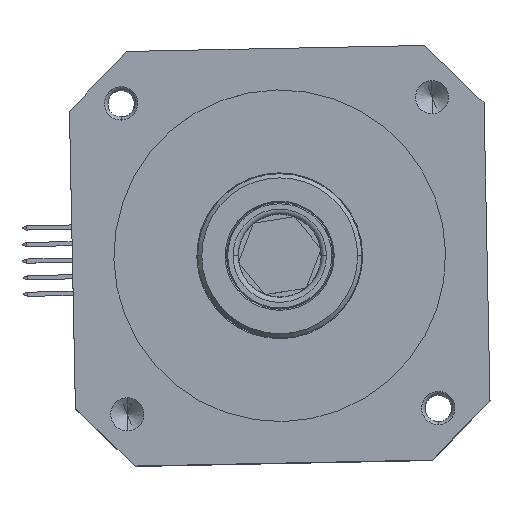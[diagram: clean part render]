
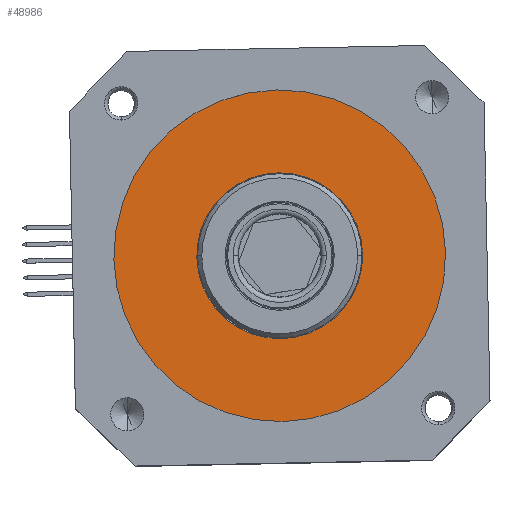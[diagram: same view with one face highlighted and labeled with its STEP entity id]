
A CAD part, top view. The second image highlights one B-rep face of the part: STEP entity #48986.
In plain terms, the highlighted planar face has unit normal (0, 0, 1).
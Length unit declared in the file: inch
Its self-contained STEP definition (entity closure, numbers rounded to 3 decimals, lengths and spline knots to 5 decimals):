
#124 = CARTESIAN_POINT ( 'NONE',  ( 1., 0., -0.055 ) ) ;
#2414 = DIRECTION ( 'NONE',  ( 1., 0., 0. ) ) ;
#3428 = EDGE_CURVE ( 'NONE', #13577, #45321, #3876, .T. ) ;
#3876 = CIRCLE ( 'NONE', #49303, 0.5 ) ;
#4607 = DIRECTION ( 'NONE',  ( 0., 0., 1. ) ) ;
#4829 = CARTESIAN_POINT ( 'NONE',  ( 0.5, 0., -0.055 ) ) ;
#6040 = CARTESIAN_POINT ( 'NONE',  ( -1., 0., -0.055 ) ) ;
#6467 = VERTEX_POINT ( 'NONE', #124 ) ;
#9826 = AXIS2_PLACEMENT_3D ( 'NONE', #51082, #26694, #2414 ) ;
#11730 = CIRCLE ( 'NONE', #9826, 0.5 ) ;
#12134 = CARTESIAN_POINT ( 'NONE',  ( 0., 0., -0.055 ) ) ;
#12799 = DIRECTION ( 'NONE',  ( 0., 0., 1. ) ) ;
#13564 = AXIS2_PLACEMENT_3D ( 'NONE', #12134, #40608, #16205 ) ;
#13577 = VERTEX_POINT ( 'NONE', #4829 ) ;
#14909 = AXIS2_PLACEMENT_3D ( 'NONE', #37513, #45697, #21294 ) ;
#15020 = AXIS2_PLACEMENT_3D ( 'NONE', #28940, #4607, #33034 ) ;
#16205 = DIRECTION ( 'NONE',  ( 1., 0., 0. ) ) ;
#18342 = CIRCLE ( 'NONE', #15020, 1. ) ;
#19777 = EDGE_CURVE ( 'NONE', #6467, #49124, #18342, .T. ) ;
#19948 = ORIENTED_EDGE ( 'NONE', *, *, #22421, .F. ) ;
#21294 = DIRECTION ( 'NONE',  ( 1., 0., 0. ) ) ;
#21431 = EDGE_LOOP ( 'NONE', ( #51860, #29446 ) ) ;
#22421 = EDGE_CURVE ( 'NONE', #45321, #13577, #11730, .T. ) ;
#23019 = FACE_OUTER_BOUND ( 'NONE', #21431, .T. ) ;
#24043 = CIRCLE ( 'NONE', #13564, 1. ) ;
#26694 = DIRECTION ( 'NONE',  ( 0., 0., 1. ) ) ;
#28940 = CARTESIAN_POINT ( 'NONE',  ( 0., 0., -0.055 ) ) ;
#29446 = ORIENTED_EDGE ( 'NONE', *, *, #40836, .T. ) ;
#33034 = DIRECTION ( 'NONE',  ( 1., 0., 0. ) ) ;
#37148 = CARTESIAN_POINT ( 'NONE',  ( 0., 0., -0.055 ) ) ;
#37513 = CARTESIAN_POINT ( 'NONE',  ( 0., 0., -0.055 ) ) ;
#38924 = EDGE_LOOP ( 'NONE', ( #52229, #19948 ) ) ;
#40608 = DIRECTION ( 'NONE',  ( 0., 0., 1. ) ) ;
#40836 = EDGE_CURVE ( 'NONE', #49124, #6467, #24043, .T. ) ;
#41259 = DIRECTION ( 'NONE',  ( 1., 0., 0. ) ) ;
#41434 = PLANE ( 'NONE',  #14909 ) ;
#44687 = FACE_BOUND ( 'NONE', #38924, .T. ) ;
#45321 = VERTEX_POINT ( 'NONE', #50541 ) ;
#45697 = DIRECTION ( 'NONE',  ( 0., 0., 1. ) ) ;
#48986 = ADVANCED_FACE ( 'NONE', ( #44687, #23019 ), #41434, .T. ) ;
#49124 = VERTEX_POINT ( 'NONE', #6040 ) ;
#49303 = AXIS2_PLACEMENT_3D ( 'NONE', #37148, #12799, #41259 ) ;
#50541 = CARTESIAN_POINT ( 'NONE',  ( -0.5, 0., -0.055 ) ) ;
#51082 = CARTESIAN_POINT ( 'NONE',  ( 0., 0., -0.055 ) ) ;
#51860 = ORIENTED_EDGE ( 'NONE', *, *, #19777, .T. ) ;
#52229 = ORIENTED_EDGE ( 'NONE', *, *, #3428, .F. ) ;
